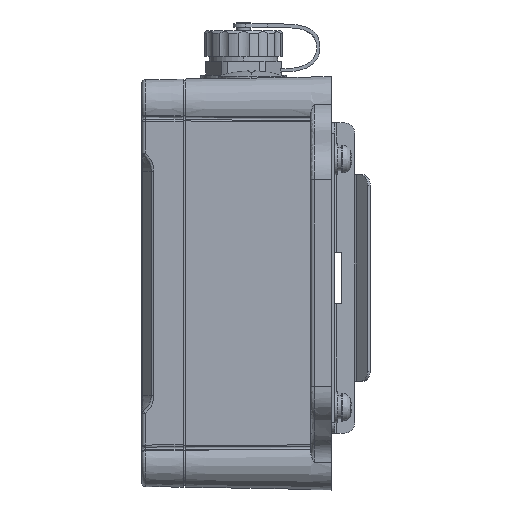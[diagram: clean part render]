
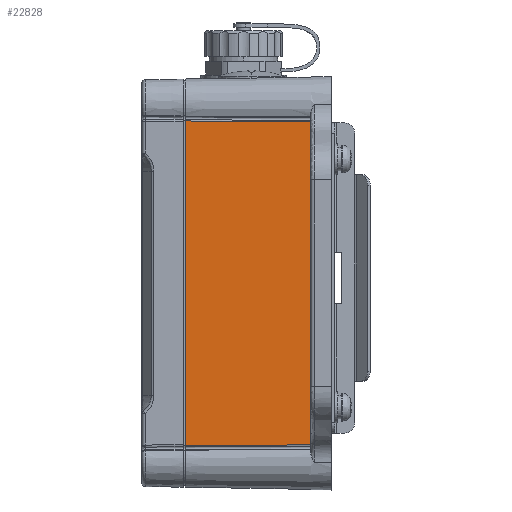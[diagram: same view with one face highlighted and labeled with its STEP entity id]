
A CAD part, left-side view. The second image highlights one B-rep face of the part: STEP entity #22828.
In plain terms, the highlighted planar face has unit normal (-1, 0.018, 0).
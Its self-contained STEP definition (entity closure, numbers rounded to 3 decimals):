
#15530=DIRECTION('',(0.,0.,-1.));
#15531=VECTOR('',#15530,94.16);
#15532=CARTESIAN_POINT('',(-58.26,42.4,47.08));
#15533=LINE('',#15532,#15531);
#15714=DIRECTION('',(-0.017,-1.,-0.005));
#15715=VECTOR('',#15714,36.406);
#15716=CARTESIAN_POINT('',(-58.26,42.4,47.08));
#15717=LINE('',#15716,#15715);
#15718=DIRECTION('',(0.017,1.,-0.005));
#15719=VECTOR('',#15718,36.406);
#15720=CARTESIAN_POINT('',(-58.895,6.,
-46.91));
#15721=LINE('',#15720,#15719);
#20166=CARTESIAN_POINT('',(-58.895,6.,
-46.91));
#20168=DIRECTION('',(0.,0.,1.));
#20169=VECTOR('',#20168,93.825);
#20170=CARTESIAN_POINT('',(-58.895,6.,
-46.91));
#20171=LINE('',#20170,#20169);
#20973=VERTEX_POINT('',#20166);
#20974=CARTESIAN_POINT('',(-58.895,6.,
46.915));
#20975=VERTEX_POINT('',#20974);
#21219=CARTESIAN_POINT('',(-58.26,42.4,47.08));
#21220=CARTESIAN_POINT('',(-58.26,42.4,-47.08));
#21221=VERTEX_POINT('',#21219);
#21222=VERTEX_POINT('',#21220);
#22814=CARTESIAN_POINT('',(-59.,0.,-48.127));
#22815=DIRECTION('',(-1.,0.017,0.));
#22816=DIRECTION('',(0.,0.,1.));
#22817=AXIS2_PLACEMENT_3D('',#22814,#22815,#22816);
#22818=PLANE('',#22817);
#22819=ORIENTED_EDGE('',*,*,#22702,.F.);
#22821=ORIENTED_EDGE('',*,*,#22820,.T.);
#22823=ORIENTED_EDGE('',*,*,#22822,.F.);
#22825=ORIENTED_EDGE('',*,*,#22824,.T.);
#22826=EDGE_LOOP('',(#22819,#22821,#22823,#22825));
#22827=FACE_OUTER_BOUND('',#22826,.F.);
#22702=EDGE_CURVE('',#21221,#21222,#15533,.T.);
#22820=EDGE_CURVE('',#21221,#20975,#15717,.T.);
#22822=EDGE_CURVE('',#20973,#20975,#20171,.T.);
#22824=EDGE_CURVE('',#20973,#21222,#15721,.T.);
#22828=ADVANCED_FACE('',(#22827),#22818,.T.);
